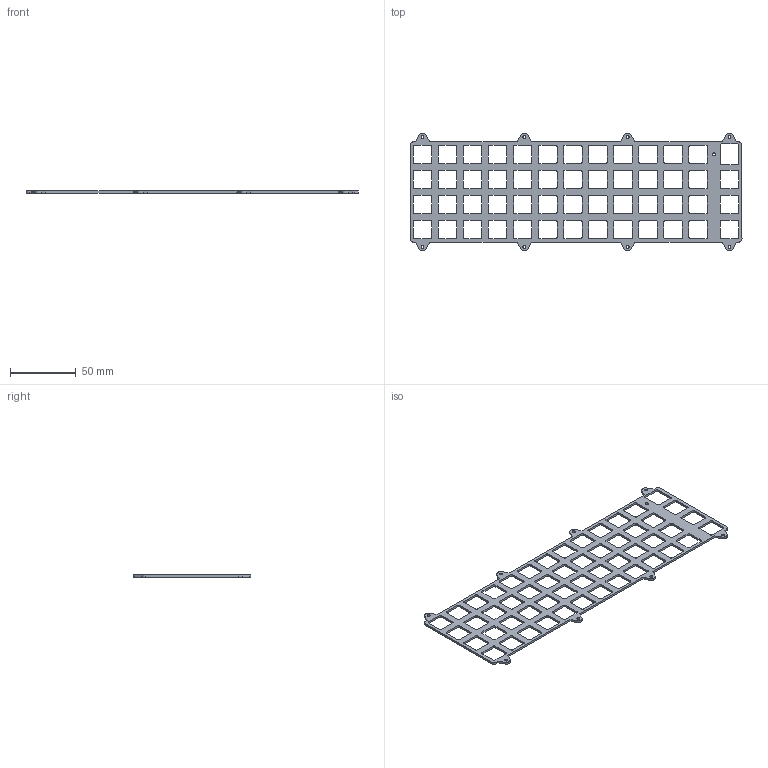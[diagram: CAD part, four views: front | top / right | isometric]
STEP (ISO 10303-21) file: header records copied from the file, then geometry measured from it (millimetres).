
FILE_DESCRIPTION(('KiCad electronic assembly'),'2;1');
FILE_NAME('lucy_plate_hs.step','2022-03-21T19:00:15',('Pcbnew'),('Kicad' ),'Open CASCADE STEP processor 7.6','KiCad to STEP converter', 'Unknown');
FILE_SCHEMA(('AUTOMOTIVE_DESIGN { 1 0 10303 214 1 1 1 1 }'));
Length unit declared in the file: millimetre
Products named in the file (2): lucy_plate_hs 1; _autosave-plate PCB
Assembly tree (1 placements, depth 2):
  lucy_plate_hs 1
    _autosave-plate PCB
Bounding box: 252.41 x 89.28 x 1.6 mm (x, y, z)
Volume: 15012.4 mm3; surface area: 24523.2 mm2
Topology: 1 solids, 1 shells, 467 faces, 1395 edges, 930 vertices
Faces by surface type: plane 238, cylinder 229
Full cylindrical faces by diameter (mm): 2.2 x9
Entity records: 35627 total; most frequent: CARTESIAN_POINT 8332, DIRECTION 5123, LINE 3269, VECTOR 3269, ORIENTED_EDGE 2790, PCURVE 2790, DEFINITIONAL_REPRESENTATION 2790, EDGE_CURVE 1395
